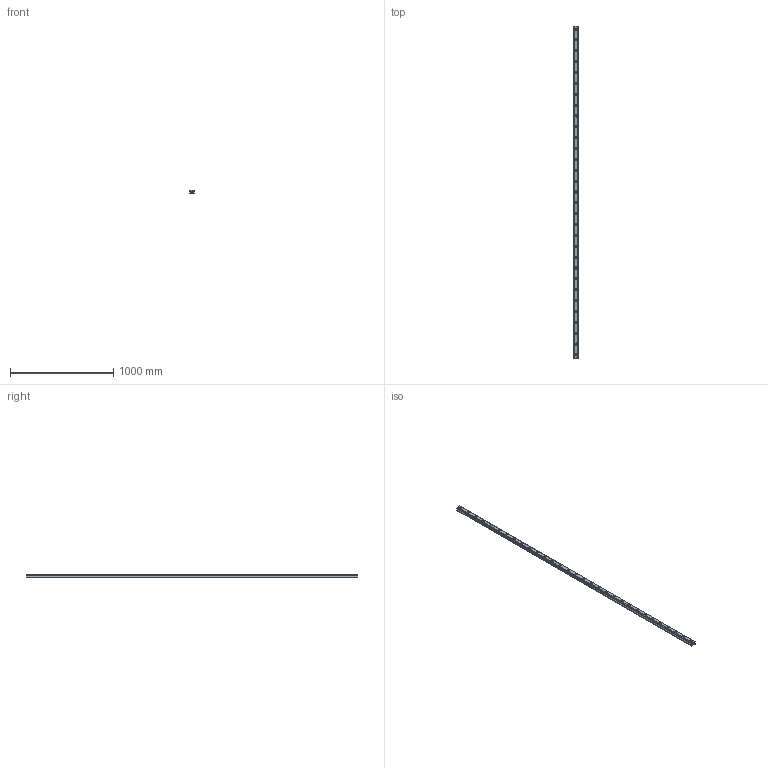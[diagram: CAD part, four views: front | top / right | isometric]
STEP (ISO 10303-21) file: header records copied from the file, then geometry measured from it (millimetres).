
FILE_DESCRIPTION(('STEP AP214'),'1');
FILE_NAME('cctmp_E030770A-16A0-4730-89CB-08A5B674759E_2020_10_29_12_8_11_620..stp','2020-10-29T11:08:11',('HIWIN GmbH'),('CADClick - www.CADClick.com'),'Spatial InterOp 3D',' ','unknown authorization');
FILE_SCHEMA(('AUTOMOTIVE_DESIGN'));
Length unit declared in the file: millimetre
Products named in the file (1): HGR45R3210H_FILE
Bounding box: 45 x 3210 x 38 mm (x, y, z)
Volume: 4314626.4 mm3; surface area: 623283.3 mm2
Topology: 1 solids, 1 shells, 376 faces, 831 edges, 554 vertices
Faces by surface type: cylinder 190, plane 186
Entity records: 13547 total; most frequent: DIRECTION 1965, CARTESIAN_POINT 1762, ORIENTED_EDGE 1662, EDGE_CURVE 831, AXIS2_PLACEMENT_3D 757, VERTEX_POINT 554, EDGE_LOOP 473, LINE 451
